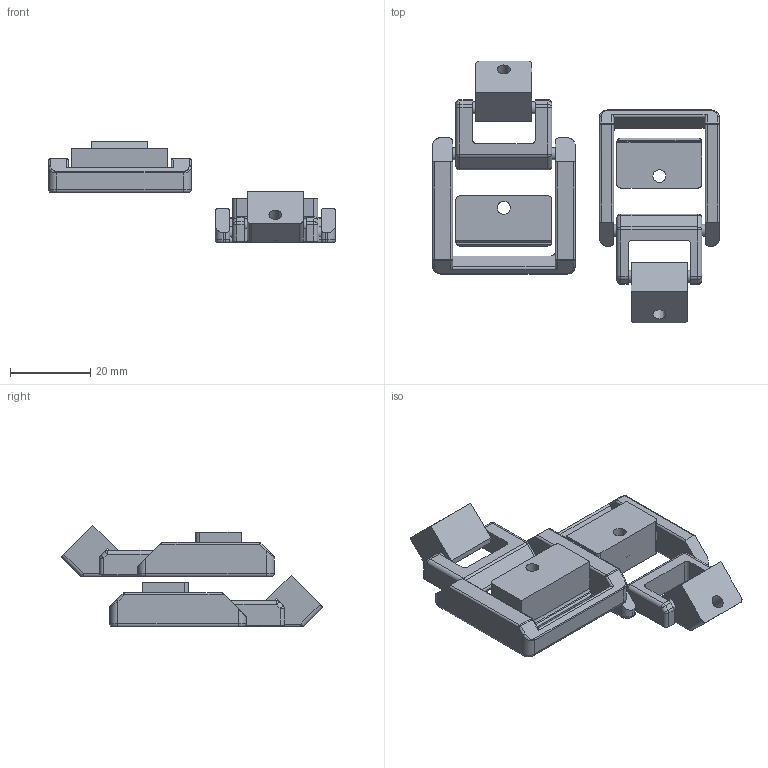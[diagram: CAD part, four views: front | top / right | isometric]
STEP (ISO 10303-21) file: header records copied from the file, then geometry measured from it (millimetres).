
FILE_DESCRIPTION(/* description */ (''),/* implementation_level */ '2;1');
FILE_NAME(/* name */ 'ToggleClamp.stp',/* time_stamp */ '2023-12-09T15:12:32+09:00',/* author */ (''),/* organization */ (''),/* preprocessor_version */ 'ST-DEVELOPER v19.3',/* originating_system */ 'SIEMENS PLM Software NX2212.3001',/* authorisation */ '');
FILE_SCHEMA (('AUTOMOTIVE_DESIGN { 1 0 10303 214 3 1 1 1 }'));
Length unit declared in the file: millimetre
Products named in the file (1): The 100 v1.1_step_objects
Bounding box: 71.6 x 65.36 x 25.38 mm (x, y, z)
Volume: 15945.5 mm3; surface area: 12142.7 mm2
Topology: 8 solids, 8 shells, 302 faces, 736 edges, 440 vertices
Faces by surface type: plane 124, cylinder 124, sphere 32, bspline 12, cone 8, torus 2
Full cylindrical faces by diameter (mm): 3.2 x4, 5.8 x4
Entity records: 8935 total; most frequent: CARTESIAN_POINT 1725, DIRECTION 1566, ORIENTED_EDGE 1428, EDGE_CURVE 714, AXIS2_PLACEMENT_3D 573, VERTEX_POINT 436, LINE 420, VECTOR 420
